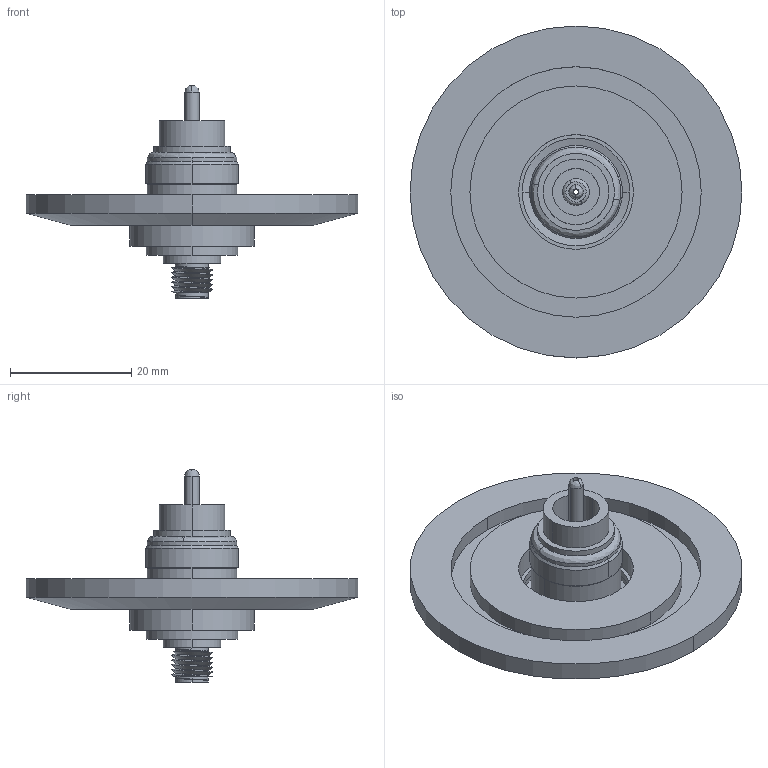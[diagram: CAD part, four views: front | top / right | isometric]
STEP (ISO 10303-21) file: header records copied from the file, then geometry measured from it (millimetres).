
FILE_DESCRIPTION (( 'STEP AP203' ), '1' );
FILE_NAME ('A1984-1-QF.STEP', '2011-10-11T18:38:28', ( '' ), ( '' ), 'SwSTEP 2.0', 'SolidWorks 2011', '' );
FILE_SCHEMA (( 'CONFIG_CONTROL_DESIGN' ));
Length unit declared in the file: inch
Products named in the file (1): A1984-1-QF
Bounding box: 54.86 x 54.86 x 35.2 mm (x, y, z)
Volume: 11219.8 mm3; surface area: 10145.1 mm2
Topology: 1 solids, 1 shells, 157 faces, 385 edges, 248 vertices
Faces by surface type: cylinder 92, plane 35, cone 20, bspline 10
Entity records: 7330 total; most frequent: CARTESIAN_POINT 3568, DIRECTION 817, ORIENTED_EDGE 762, EDGE_CURVE 381, AXIS2_PLACEMENT_3D 345, VERTEX_POINT 248, CIRCLE 197, EDGE_LOOP 181
